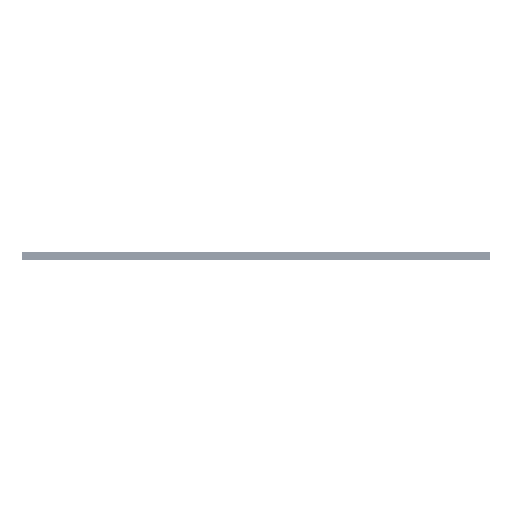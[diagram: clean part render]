
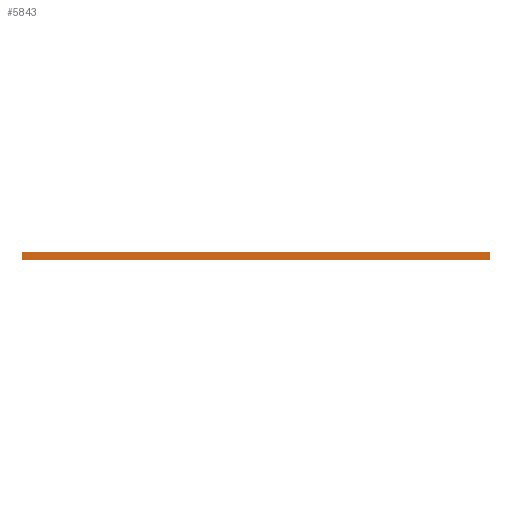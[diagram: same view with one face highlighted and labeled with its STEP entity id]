
A CAD part, left-side view. The second image highlights one B-rep face of the part: STEP entity #5843.
In plain terms, the highlighted planar face has unit normal (-1, 0, 0).
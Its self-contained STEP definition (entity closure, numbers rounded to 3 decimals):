
#1285 = LINE ( 'NONE', #93254, #24978 ) ;
#3038 = ORIENTED_EDGE ( 'NONE', *, *, #75019, .T. ) ;
#4006 = EDGE_LOOP ( 'NONE', ( #94492, #53881, #69690, #3038 ) ) ;
#5843 = ADVANCED_FACE ( 'NONE', ( #43779 ), #109992, .F. ) ;
#12723 = CARTESIAN_POINT ( 'NONE',  ( -450., 600., 19. ) ) ;
#19687 = AXIS2_PLACEMENT_3D ( 'NONE', #12723, #30684, #93142 ) ;
#21920 = CARTESIAN_POINT ( 'NONE',  ( -450., 600., 0. ) ) ;
#24978 = VECTOR ( 'NONE', #30788, 1000. ) ;
#27459 = CARTESIAN_POINT ( 'NONE',  ( -450., 600., 19. ) ) ;
#29249 = LINE ( 'NONE', #34899, #50184 ) ;
#30684 = DIRECTION ( 'NONE',  ( 1., 0., 0. ) ) ;
#30788 = DIRECTION ( 'NONE',  ( 0., 0., -1. ) ) ;
#31127 = CARTESIAN_POINT ( 'NONE',  ( -450., 600., 0. ) ) ;
#32819 = LINE ( 'NONE', #31127, #101301 ) ;
#34899 = CARTESIAN_POINT ( 'NONE',  ( -450., -600., 19. ) ) ;
#43779 = FACE_OUTER_BOUND ( 'NONE', #4006, .T. ) ;
#50184 = VECTOR ( 'NONE', #97397, 1000. ) ;
#53881 = ORIENTED_EDGE ( 'NONE', *, *, #103838, .F. ) ;
#58529 = LINE ( 'NONE', #77893, #79456 ) ;
#58619 = CARTESIAN_POINT ( 'NONE',  ( -450., -600., 19. ) ) ;
#59846 = VERTEX_POINT ( 'NONE', #58619 ) ;
#69690 = ORIENTED_EDGE ( 'NONE', *, *, #96099, .F. ) ;
#73644 = CARTESIAN_POINT ( 'NONE',  ( -450., -600., 0. ) ) ;
#75019 = EDGE_CURVE ( 'NONE', #111903, #84957, #1285, .T. ) ;
#77249 = VERTEX_POINT ( 'NONE', #73644 ) ;
#77893 = CARTESIAN_POINT ( 'NONE',  ( -450., 600., 19. ) ) ;
#79456 = VECTOR ( 'NONE', #95455, 1000. ) ;
#84605 = DIRECTION ( 'NONE',  ( 0., -1., 0. ) ) ;
#84957 = VERTEX_POINT ( 'NONE', #21920 ) ;
#91941 = EDGE_CURVE ( 'NONE', #84957, #77249, #32819, .T. ) ;
#93142 = DIRECTION ( 'NONE',  ( 0., 1., 0. ) ) ;
#93254 = CARTESIAN_POINT ( 'NONE',  ( -450., 600., 19. ) ) ;
#94492 = ORIENTED_EDGE ( 'NONE', *, *, #91941, .T. ) ;
#95455 = DIRECTION ( 'NONE',  ( 0., -1., 0. ) ) ;
#96099 = EDGE_CURVE ( 'NONE', #111903, #59846, #58529, .T. ) ;
#97397 = DIRECTION ( 'NONE',  ( 0., 0., -1. ) ) ;
#101301 = VECTOR ( 'NONE', #84605, 1000. ) ;
#103838 = EDGE_CURVE ( 'NONE', #59846, #77249, #29249, .T. ) ;
#109992 = PLANE ( 'NONE',  #19687 ) ;
#111903 = VERTEX_POINT ( 'NONE', #27459 ) ;
